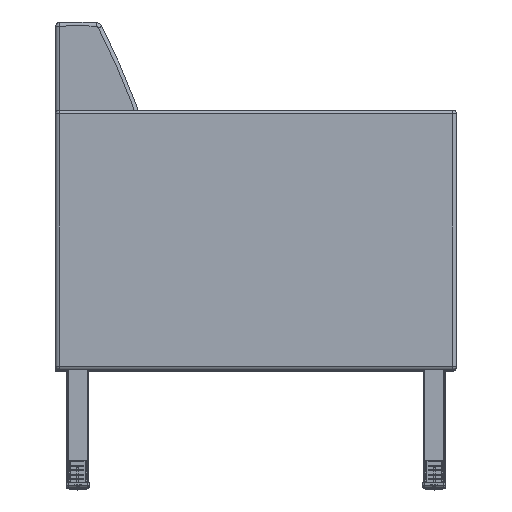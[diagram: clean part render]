
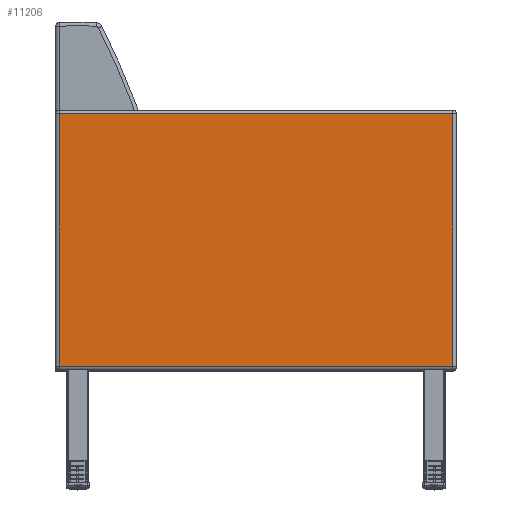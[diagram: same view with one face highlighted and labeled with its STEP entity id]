
A CAD part, top view. The second image highlights one B-rep face of the part: STEP entity #11206.
In plain terms, the highlighted planar face has unit normal (0, 0, 1).
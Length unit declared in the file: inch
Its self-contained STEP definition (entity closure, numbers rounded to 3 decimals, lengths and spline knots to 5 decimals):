
#1033=PLANE('',#12060);
#1255=LINE('',#16692,#1908);
#1257=LINE('',#16695,#1910);
#1267=LINE('',#16710,#1920);
#1269=LINE('',#16713,#1922);
#1908=VECTOR('',#13412,26.5);
#1910=VECTOR('',#13416,17.);
#1920=VECTOR('',#13436,17.);
#1922=VECTOR('',#13440,26.5);
#2820=FACE_OUTER_BOUND('',#3641,.T.);
#3641=EDGE_LOOP('',(#7827,#7828,#7829,#7830));
#5093=VERTEX_POINT('',#16628);
#5099=VERTEX_POINT('',#16642);
#5102=VERTEX_POINT('',#16649);
#5111=VERTEX_POINT('',#16670);
#6066=EDGE_CURVE('',#5102,#5111,#1255,.T.);
#6068=EDGE_CURVE('',#5111,#5099,#1257,.T.);
#6078=EDGE_CURVE('',#5093,#5102,#1267,.T.);
#6080=EDGE_CURVE('',#5099,#5093,#1269,.T.);
#7827=ORIENTED_EDGE('',*,*,#6066,.F.);
#7828=ORIENTED_EDGE('',*,*,#6078,.F.);
#7829=ORIENTED_EDGE('',*,*,#6080,.F.);
#7830=ORIENTED_EDGE('',*,*,#6068,.F.);
#11206=ADVANCED_FACE('',(#2820),#1033,.T.);
#12060=AXIS2_PLACEMENT_3D('',#16721,#13452,#13453);
#13412=DIRECTION('',(1.,0.,0.));
#13416=DIRECTION('',(0.,-1.,0.));
#13436=DIRECTION('',(0.,1.,0.));
#13440=DIRECTION('',(-1.,0.,0.));
#13452=DIRECTION('center_axis',(0.,0.,1.));
#13453=DIRECTION('ref_axis',(1.,0.,0.));
#16628=CARTESIAN_POINT('',(0.25,-17.25,3.5));
#16642=CARTESIAN_POINT('',(26.75,-17.25,3.5));
#16649=CARTESIAN_POINT('',(0.25,-0.25,3.5));
#16670=CARTESIAN_POINT('',(26.75,-0.25,3.5));
#16692=CARTESIAN_POINT('',(20.25,-0.25,3.5));
#16695=CARTESIAN_POINT('',(26.75,-13.125,3.5));
#16710=CARTESIAN_POINT('',(0.25,-4.375,3.5));
#16713=CARTESIAN_POINT('',(6.75,-17.25,3.5));
#16721=CARTESIAN_POINT('Origin',(13.5,-8.75,3.5));
